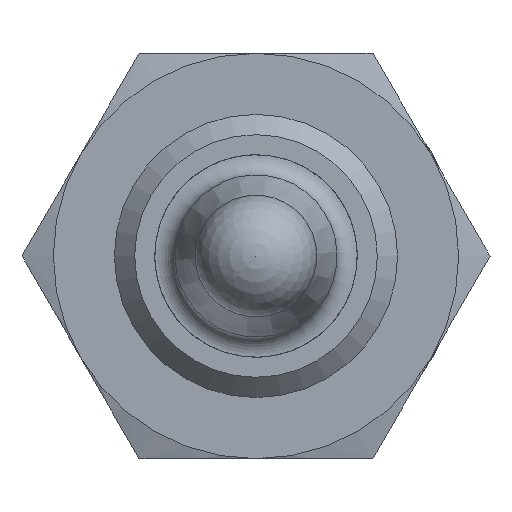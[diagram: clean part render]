
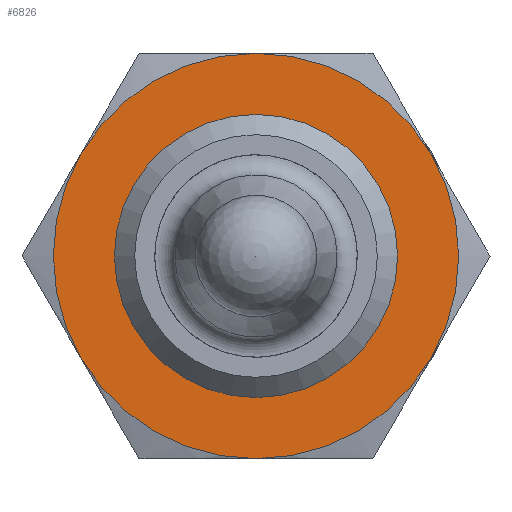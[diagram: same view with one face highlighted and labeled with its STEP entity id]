
A CAD part, left-side view. The second image highlights one B-rep face of the part: STEP entity #6826.
In plain terms, the highlighted planar face has unit normal (-1, 0, 0).
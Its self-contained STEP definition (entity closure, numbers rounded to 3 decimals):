
#906=PLANE('',#7345);
#1232=ORIENTED_EDGE('',*,*,#2495,.T.);
#1233=ORIENTED_EDGE('',*,*,#2466,.F.);
#1234=ORIENTED_EDGE('',*,*,#2472,.F.);
#1235=ORIENTED_EDGE('',*,*,#2468,.F.);
#1236=ORIENTED_EDGE('',*,*,#2462,.F.);
#1237=ORIENTED_EDGE('',*,*,#2459,.F.);
#1238=ORIENTED_EDGE('',*,*,#2457,.F.);
#2457=EDGE_CURVE('',#3096,#3095,#3598,.T.);
#2459=EDGE_CURVE('',#3095,#3098,#3599,.T.);
#2462=EDGE_CURVE('',#3098,#3100,#3600,.T.);
#2466=EDGE_CURVE('',#3102,#3096,#3601,.T.);
#2468=EDGE_CURVE('',#3100,#3104,#3602,.T.);
#2472=EDGE_CURVE('',#3104,#3102,#3603,.T.);
#2495=EDGE_CURVE('',#3122,#3122,#3614,.T.);
#3095=VERTEX_POINT('',#9819);
#3096=VERTEX_POINT('',#9824);
#3098=VERTEX_POINT('',#9833);
#3100=VERTEX_POINT('',#9845);
#3102=VERTEX_POINT('',#9860);
#3104=VERTEX_POINT('',#9869);
#3122=VERTEX_POINT('',#9969);
#3598=CIRCLE('',#7316,15.);
#3599=CIRCLE('',#7318,15.);
#3600=CIRCLE('',#7320,15.);
#3601=CIRCLE('',#7322,15.);
#3602=CIRCLE('',#7324,15.);
#3603=CIRCLE('',#7326,15.);
#3614=CIRCLE('',#7346,10.);
#3922=EDGE_LOOP('',(#1232));
#3923=EDGE_LOOP('',(#1233,#1234,#1235,#1236,#1237,#1238));
#4568=FACE_BOUND('',#3922,.T.);
#4569=FACE_BOUND('',#3923,.T.);
#6826=ADVANCED_FACE('',(#4568,#4569),#906,.F.);
#7316=AXIS2_PLACEMENT_3D('',#9825,#8071,#8072);
#7318=AXIS2_PLACEMENT_3D('',#9832,#8075,#8076);
#7320=AXIS2_PLACEMENT_3D('',#9844,#8079,#8080);
#7322=AXIS2_PLACEMENT_3D('',#9861,#8083,#8084);
#7324=AXIS2_PLACEMENT_3D('',#9868,#8087,#8088);
#7326=AXIS2_PLACEMENT_3D('',#9884,#8091,#8092);
#7345=AXIS2_PLACEMENT_3D('',#9967,#8129,#8130);
#7346=AXIS2_PLACEMENT_3D('',#9968,#8131,#8132);
#8071=DIRECTION('',(1.,0.,0.));
#8072=DIRECTION('',(0.,0.,-1.));
#8075=DIRECTION('',(1.,0.,0.));
#8076=DIRECTION('',(0.,0.,-1.));
#8079=DIRECTION('',(1.,0.,0.));
#8080=DIRECTION('',(0.,0.,-1.));
#8083=DIRECTION('',(1.,0.,0.));
#8084=DIRECTION('',(0.,0.,-1.));
#8087=DIRECTION('',(1.,0.,0.));
#8088=DIRECTION('',(0.,0.,-1.));
#8091=DIRECTION('',(1.,0.,0.));
#8092=DIRECTION('',(0.,0.,-1.));
#8129=DIRECTION('',(1.,0.,0.));
#8130=DIRECTION('',(0.,0.,-1.));
#8131=DIRECTION('',(1.,0.,0.));
#8132=DIRECTION('',(0.,0.,-1.));
#9819=CARTESIAN_POINT('',(13.,12.99,7.5));
#9824=CARTESIAN_POINT('',(13.,12.99,-7.5));
#9825=CARTESIAN_POINT('',(13.,0.,0.));
#9832=CARTESIAN_POINT('',(13.,0.,0.));
#9833=CARTESIAN_POINT('',(13.,0.,15.));
#9844=CARTESIAN_POINT('',(13.,0.,0.));
#9845=CARTESIAN_POINT('',(13.,-12.99,7.5));
#9860=CARTESIAN_POINT('',(13.,0.,-15.));
#9861=CARTESIAN_POINT('',(13.,0.,0.));
#9868=CARTESIAN_POINT('',(13.,0.,0.));
#9869=CARTESIAN_POINT('',(13.,-12.99,-7.5));
#9884=CARTESIAN_POINT('',(13.,0.,0.));
#9967=CARTESIAN_POINT('',(13.,0.,9.));
#9968=CARTESIAN_POINT('',(13.,0.,0.));
#9969=CARTESIAN_POINT('',(13.,0.,-10.));
